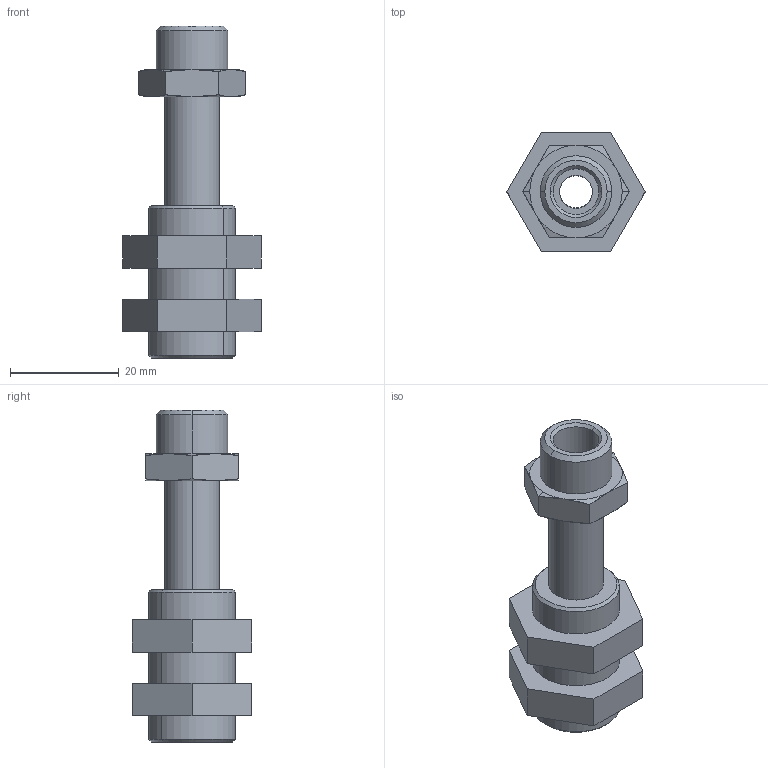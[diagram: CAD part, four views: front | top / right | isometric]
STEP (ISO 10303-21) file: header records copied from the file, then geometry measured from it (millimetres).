
FILE_DESCRIPTION(('STEP AP214'),'1');
FILE_NAME('COVAL_TS310N.stp','2017-12-27T18:47:20',('TraceParts'),('TraceParts S.A.'),'Spatial InterOp 3D',' ',' ');
FILE_SCHEMA(('automotive_design'));
Length unit declared in the file: millimetre
Products named in the file (5): COVAL_TS310N_1; COVAL_TS310N_2; COVAL_TS310N_3; COVAL_TS310N_4; COVAL_TS310N_5
Bounding box: 25.4 x 22 x 61 mm (x, y, z)
Volume: 3418.3 mm3; surface area: 8339.3 mm2
Topology: 1 solids, 55 shells, 64 faces, 260 edges, 252 vertices
Faces by surface type: plane 28, cone 24, cylinder 12
Entity records: 3380 total; most frequent: CARTESIAN_POINT 741, DIRECTION 438, ORIENTED_EDGE 280, EDGE_CURVE 260, VERTEX_POINT 252, AXIS2_PLACEMENT_3D 157, LINE 124, VECTOR 124
